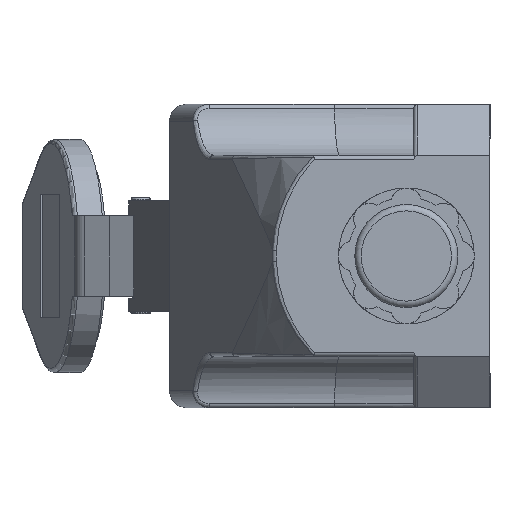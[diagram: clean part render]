
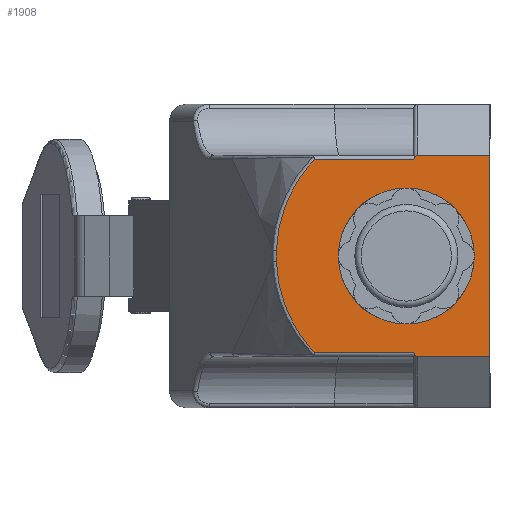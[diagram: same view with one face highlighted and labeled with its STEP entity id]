
A CAD part, left-side view. The second image highlights one B-rep face of the part: STEP entity #1908.
In plain terms, the highlighted planar face has unit normal (-1, 0, 0).
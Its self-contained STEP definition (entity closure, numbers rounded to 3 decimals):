
#52=ELLIPSE('',#8642,1.667,1.);
#53=ELLIPSE('',#8643,1.667,1.);
#95=B_SPLINE_CURVE_WITH_KNOTS('',3,(#12377,#12378,#12379,#12380,#12381,
#12382),.UNSPECIFIED.,.F.,.F.,(4,2,4),(0.,0.5,1.),.UNSPECIFIED.);
#96=B_SPLINE_CURVE_WITH_KNOTS('',3,(#12395,#12396,#12397,#12398,#12399,
#12400),.UNSPECIFIED.,.F.,.F.,(4,2,4),(0.,0.5,1.),.UNSPECIFIED.);
#267=LINE('',#12200,#2495);
#318=LINE('',#12374,#2546);
#319=LINE('',#12384,#2547);
#320=LINE('',#12388,#2548);
#321=LINE('',#12389,#2549);
#322=LINE('',#12393,#2550);
#1218=PLANE('',#8644);
#1908=ADVANCED_FACE('',(#3130,#3131),#1218,.F.);
#2495=VECTOR('',#9657,1.);
#2546=VECTOR('',#9744,1.);
#2547=VECTOR('',#9745,1.);
#2548=VECTOR('',#9748,1.);
#2549=VECTOR('',#9749,1.);
#2550=VECTOR('',#9752,1.);
#3130=FACE_BOUND('',#3394,.T.);
#3131=FACE_BOUND('',#3395,.T.);
#3394=EDGE_LOOP('',(#4226));
#3395=EDGE_LOOP('',(#4227,#4228,#4229,#4230,#4231,#4232,#4233,#4234,#4235,
#4236));
#4226=ORIENTED_EDGE('',*,*,#7251,.T.);
#4227=ORIENTED_EDGE('',*,*,#7252,.T.);
#4228=ORIENTED_EDGE('',*,*,#7253,.T.);
#4229=ORIENTED_EDGE('',*,*,#7254,.T.);
#4230=ORIENTED_EDGE('',*,*,#7255,.T.);
#4231=ORIENTED_EDGE('',*,*,#7256,.T.);
#4232=ORIENTED_EDGE('',*,*,#7184,.T.);
#4233=ORIENTED_EDGE('',*,*,#7257,.F.);
#4234=ORIENTED_EDGE('',*,*,#7258,.F.);
#4235=ORIENTED_EDGE('',*,*,#7259,.F.);
#4236=ORIENTED_EDGE('',*,*,#7260,.F.);
#6366=VERTEX_POINT('',#12201);
#6367=VERTEX_POINT('',#12202);
#6433=VERTEX_POINT('',#12373);
#6434=VERTEX_POINT('',#12375);
#6435=VERTEX_POINT('',#12376);
#6436=VERTEX_POINT('',#12383);
#6437=VERTEX_POINT('',#12385);
#6438=VERTEX_POINT('',#12387);
#6439=VERTEX_POINT('',#12390);
#6440=VERTEX_POINT('',#12392);
#6441=VERTEX_POINT('',#12394);
#7184=EDGE_CURVE('',#6366,#6367,#267,.T.);
#7251=EDGE_CURVE('',#6433,#6433,#8236,.T.);
#7252=EDGE_CURVE('',#6434,#6435,#318,.T.);
#7253=EDGE_CURVE('',#6435,#6436,#95,.T.);
#7254=EDGE_CURVE('',#6436,#6437,#319,.T.);
#7255=EDGE_CURVE('',#6437,#6438,#52,.T.);
#7256=EDGE_CURVE('',#6438,#6366,#320,.T.);
#7257=EDGE_CURVE('',#6439,#6367,#321,.T.);
#7258=EDGE_CURVE('',#6440,#6439,#53,.T.);
#7259=EDGE_CURVE('',#6441,#6440,#322,.T.);
#7260=EDGE_CURVE('',#6434,#6441,#96,.T.);
#8236=CIRCLE('',#8641,16.);
#8641=AXIS2_PLACEMENT_3D('',#12372,#9742,#9743);
#8642=AXIS2_PLACEMENT_3D('',#12386,#9746,#9747);
#8643=AXIS2_PLACEMENT_3D('',#12391,#9750,#9751);
#8644=AXIS2_PLACEMENT_3D('',#12401,#9753,#9754);
#9657=DIRECTION('',(0.,0.,1.));
#9742=DIRECTION('',(1.,0.,0.));
#9743=DIRECTION('',(0.,1.,0.));
#9744=DIRECTION('',(0.,0.,-1.));
#9745=DIRECTION('',(0.,-1.,0.));
#9746=DIRECTION('',(-1.,0.,0.));
#9747=DIRECTION('',(0.,0.,1.));
#9748=DIRECTION('',(0.,-1.,0.));
#9749=DIRECTION('',(0.,-1.,0.));
#9750=DIRECTION('',(1.,0.,0.));
#9751=DIRECTION('',(0.,0.,-1.));
#9752=DIRECTION('',(0.,-1.,0.));
#9753=DIRECTION('',(1.,0.,0.));
#9754=DIRECTION('',(0.,-1.,0.));
#12200=CARTESIAN_POINT('',(0.,0.,0.));
#12201=CARTESIAN_POINT('',(0.,0.,-59.4));
#12202=CARTESIAN_POINT('',(0.,0.,-12.));
#12372=CARTESIAN_POINT('',(0.,19.7,-35.7));
#12373=CARTESIAN_POINT('',(0.,35.7,-35.7));
#12374=CARTESIAN_POINT('',(0.,50.289,0.));
#12375=CARTESIAN_POINT('',(0.,50.289,-34.454));
#12376=CARTESIAN_POINT('',(0.,50.289,-36.946));
#12377=CARTESIAN_POINT('',(0.,50.289,-36.946));
#12378=CARTESIAN_POINT('',(0.,50.183,-40.949));
#12379=CARTESIAN_POINT('',(0.,49.333,-44.852));
#12380=CARTESIAN_POINT('',(0.,46.241,-52.188));
#12381=CARTESIAN_POINT('',(0.,44.036,-55.527));
#12382=CARTESIAN_POINT('',(0.,41.257,-58.4));
#12383=CARTESIAN_POINT('',(0.,41.257,-58.4));
#12384=CARTESIAN_POINT('',(0.,17.,-58.4));
#12385=CARTESIAN_POINT('',(0.,17.917,-58.4));
#12386=CARTESIAN_POINT('',(0.,17.,-57.733));
#12387=CARTESIAN_POINT('',(0.,17.,-59.4));
#12388=CARTESIAN_POINT('',(0.,0.,-59.4));
#12389=CARTESIAN_POINT('',(0.,0.,-12.));
#12390=CARTESIAN_POINT('',(0.,17.,-12.));
#12391=CARTESIAN_POINT('',(0.,17.,-13.667));
#12392=CARTESIAN_POINT('',(0.,17.917,-13.));
#12393=CARTESIAN_POINT('',(0.,17.,-13.));
#12394=CARTESIAN_POINT('',(0.,41.257,-13.));
#12395=CARTESIAN_POINT('',(0.,50.289,-34.454));
#12396=CARTESIAN_POINT('',(0.,50.183,-30.451));
#12397=CARTESIAN_POINT('',(0.,49.333,-26.548));
#12398=CARTESIAN_POINT('',(0.,46.241,-19.212));
#12399=CARTESIAN_POINT('',(0.,44.036,-15.873));
#12400=CARTESIAN_POINT('',(0.,41.257,-13.));
#12401=CARTESIAN_POINT('',(0.,0.,0.));
